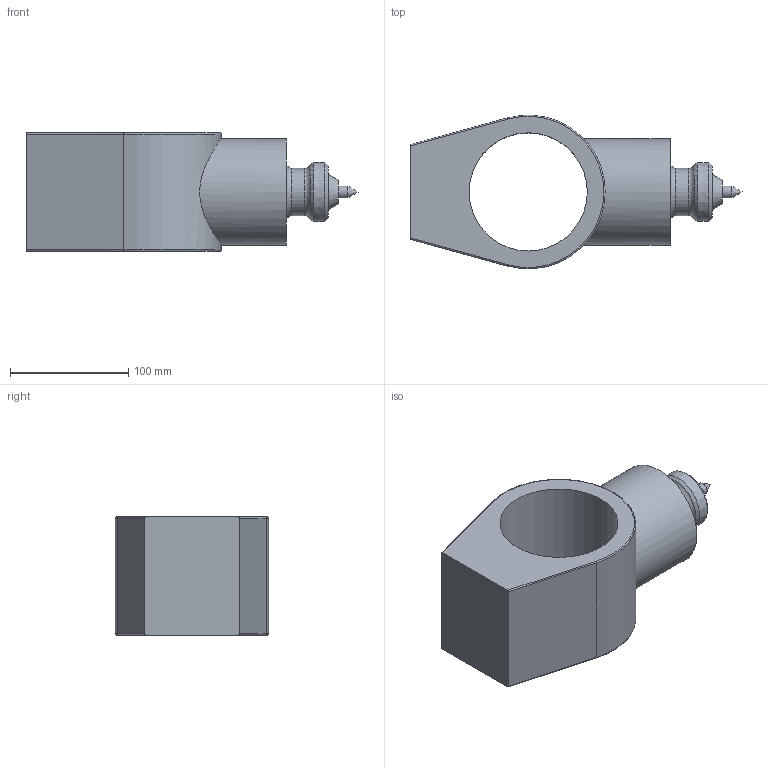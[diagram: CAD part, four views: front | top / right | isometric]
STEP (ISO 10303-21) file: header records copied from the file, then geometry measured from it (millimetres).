
FILE_DESCRIPTION(/* description */ (''),/* implementation_level */ '2;1');
FILE_NAME(/* name */ 'RiyaGupta_end effector.step',/* time_stamp */ '2021-10-03T19:56:43+05:00',/* author */ (''),/* organization */ (''),/* preprocessor_version */ 'ST-DEVELOPER v18.1',/* originating_system */ 'Autodesk Translation Framework v10.10.0.1391',/* authorisation */ '');
FILE_SCHEMA (('AUTOMOTIVE_DESIGN { 1 0 10303 214 3 1 1 }'));
Length unit declared in the file: millimetre
Products named in the file (1): (Unsaved)
Bounding box: 280.83 x 129.71 x 100 mm (x, y, z)
Volume: 1380136.8 mm3; surface area: 125253.2 mm2
Topology: 1 solids, 1 shells, 34 faces, 69 edges, 44 vertices
Faces by surface type: cylinder 13, plane 12, cone 5, torus 4
Full cylindrical faces by diameter (mm): 10 x5, 40 x1, 90 x1, 100 x1
Entity records: 999 total; most frequent: CARTESIAN_POINT 214, DIRECTION 175, ORIENTED_EDGE 136, AXIS2_PLACEMENT_3D 74, EDGE_CURVE 68, EDGE_LOOP 44, VERTEX_POINT 44, CIRCLE 35
